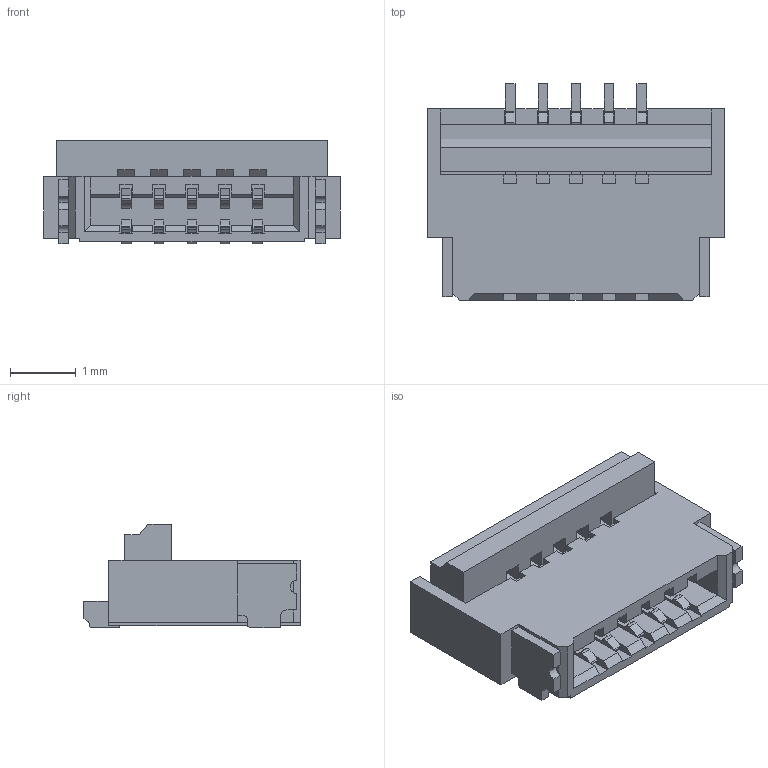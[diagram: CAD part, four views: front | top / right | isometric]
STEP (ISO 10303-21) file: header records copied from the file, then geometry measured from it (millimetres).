
FILE_DESCRIPTION(('HOOPS Exchange Step'),'2;1');
FILE_NAME('temp_export','2026-01-23T16:06:10+08:00',('Administrator'),('Shapr3D Limited'),'HOOPS Exchange 2025.7','Shapr3D','Authorized');
FILE_SCHEMA( ('AP242_MANAGED_MODEL_BASED_3D_ENGINEERING_MIM_LF {1 0 10303 442 1 1 4}') );
Length unit declared in the file: millimetre
Products named in the file (2): HC-FPC-05-09-5RLTAG (0.5 Pitch 1.0H ZIF 前插后掀式-HCTL).STEP; root
Assembly tree (1 placements, depth 2):
  root
    HC-FPC-05-09-5RLTAG (0.5 Pitch 1.0H ZIF 前插后掀式-HCTL).STEP
Bounding box: 4.5 x 3.28 x 1.57 mm (x, y, z)
Volume: 8.9 mm3; surface area: 92.9 mm2
Topology: 1 solids, 1 shells, 573 faces, 1679 edges, 1106 vertices
Faces by surface type: plane 366, cylinder 207
Entity records: 19367 total; most frequent: CARTESIAN_POINT 3362, ORIENTED_EDGE 3358, DIRECTION 3253, EDGE_CURVE 1679, VECTOR 1259, LINE 1259, VERTEX_POINT 1106, AXIS2_PLACEMENT_3D 997
